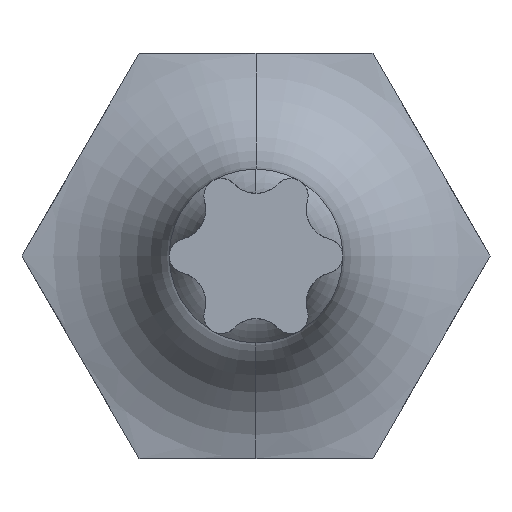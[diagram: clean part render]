
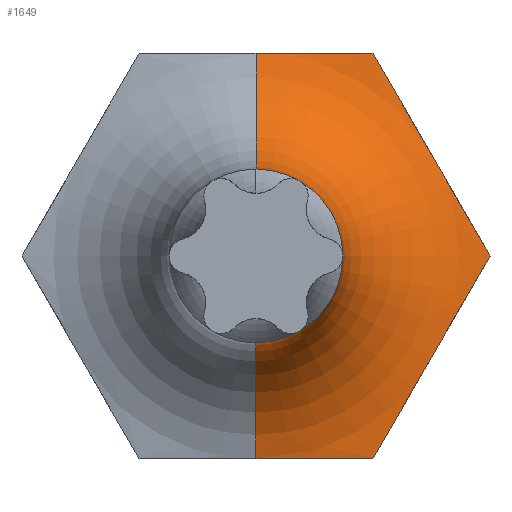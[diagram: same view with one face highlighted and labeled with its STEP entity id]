
A CAD part, left-side view. The second image highlights one B-rep face of the part: STEP entity #1649.
In plain terms, the highlighted toroidal (fillet/blend) face has major radius 3.666 mm and minor radius 2.306 mm.
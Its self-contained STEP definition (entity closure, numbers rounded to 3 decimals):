
#10 = CARTESIAN_POINT ( 'NONE',  ( -14.042, -3.055, 1.058 ) ) ;
#18 = EDGE_CURVE ( 'NONE', #796, #667, #852, .T. ) ;
#27 = B_SPLINE_CURVE_WITH_KNOTS ( 'NONE', 3,
 ( #1408, #1112, #579, #1518, #1691, #239 ),
 .UNSPECIFIED., .F., .F.,
 ( 4, 2, 4 ),
 ( 0., 0.001, 0.002 ),
 .UNSPECIFIED. ) ;
#61 = TOROIDAL_SURFACE ( 'NONE', #1473, 3.666, 2.306 ) ;
#98 = ORIENTED_EDGE ( 'NONE', *, *, #18, .T. ) ;
#102 = CARTESIAN_POINT ( 'NONE',  ( -14.042, -2.444, -2.117 ) ) ;
#109 = CARTESIAN_POINT ( 'NONE',  ( -14.048, -0.382, -3.175 ) ) ;
#110 = B_SPLINE_CURVE_WITH_KNOTS ( 'NONE', 3,
 ( #1740, #1556, #1031, #1393, #451, #109, #1366, #373, #1370, #1063 ),
 .UNSPECIFIED., .F., .F.,
 ( 4, 2, 2, 2, 4 ),
 ( 0.023, 0.024, 0.024, 0.024, 0.025 ),
 .UNSPECIFIED. ) ;
#189 = DIRECTION ( 'NONE',  ( 0., -1., 0. ) ) ;
#195 = CARTESIAN_POINT ( 'NONE',  ( -14., -1.833, 3.175 ) ) ;
#218 = CARTESIAN_POINT ( 'NONE',  ( -14., -3.666, 0. ) ) ;
#239 = CARTESIAN_POINT ( 'NONE',  ( -14., -1.833, 3.175 ) ) ;
#240 = CARTESIAN_POINT ( 'NONE',  ( -14.053, -2.903, -1.323 ) ) ;
#262 = CARTESIAN_POINT ( 'NONE',  ( -14.053, -2.597, 1.852 ) ) ;
#276 = CARTESIAN_POINT ( 'NONE',  ( -14., -3.666, 0. ) ) ;
#280 = VERTEX_POINT ( 'NONE', #218 ) ;
#342 = EDGE_CURVE ( 'NONE', #580, #667, #110, .T. ) ;
#373 = CARTESIAN_POINT ( 'NONE',  ( -14.052, -0.153, -3.175 ) ) ;
#385 = ORIENTED_EDGE ( 'NONE', *, *, #1007, .F. ) ;
#390 = VERTEX_POINT ( 'NONE', #195 ) ;
#407 = EDGE_CURVE ( 'NONE', #390, #280, #1724, .T. ) ;
#414 = EDGE_CURVE ( 'NONE', #495, #1244, #1574, .T. ) ;
#451 = CARTESIAN_POINT ( 'NONE',  ( -14.042, -0.611, -3.175 ) ) ;
#455 = CIRCLE ( 'NONE', #1648, 1.36 ) ;
#457 = CARTESIAN_POINT ( 'NONE',  ( -14.053, -2.903, 1.323 ) ) ;
#467 = CARTESIAN_POINT ( 'NONE',  ( -16.306, 0., 1.36 ) ) ;
#485 = FACE_OUTER_BOUND ( 'NONE', #654, .T. ) ;
#495 = VERTEX_POINT ( 'NONE', #467 ) ;
#521 = CARTESIAN_POINT ( 'NONE',  ( -14.015, -3.361, -0.529 ) ) ;
#545 = CARTESIAN_POINT ( 'NONE',  ( -14., -3.513, 0.265 ) ) ;
#579 = CARTESIAN_POINT ( 'NONE',  ( -14.042, -0.611, 3.175 ) ) ;
#580 = VERTEX_POINT ( 'NONE', #1276 ) ;
#643 = ORIENTED_EDGE ( 'NONE', *, *, #984, .F. ) ;
#654 = EDGE_LOOP ( 'NONE', ( #385, #98, #1382, #1209, #1080, #643, #1499 ) ) ;
#667 = VERTEX_POINT ( 'NONE', #1673 ) ;
#687 = CARTESIAN_POINT ( 'NONE',  ( -14., -1.833, 3.175 ) ) ;
#796 = VERTEX_POINT ( 'NONE', #1081 ) ;
#849 = AXIS2_PLACEMENT_3D ( 'NONE', #1002, #1471, #1040 ) ;
#852 = CIRCLE ( 'NONE', #849, 2.306 ) ;
#914 = CARTESIAN_POINT ( 'NONE',  ( -14.015, -3.361, 0.529 ) ) ;
#938 = CARTESIAN_POINT ( 'NONE',  ( -16.306, 0., 3.666 ) ) ;
#949 = CARTESIAN_POINT ( 'NONE',  ( -14., -1.833, -3.175 ) ) ;
#956 = CARTESIAN_POINT ( 'NONE',  ( -14., -3.513, -0.265 ) ) ;
#984 = EDGE_CURVE ( 'NONE', #1244, #390, #27, .T. ) ;
#1002 = CARTESIAN_POINT ( 'NONE',  ( -16.306, 0., -3.666 ) ) ;
#1007 = EDGE_CURVE ( 'NONE', #796, #495, #455, .T. ) ;
#1031 = CARTESIAN_POINT ( 'NONE',  ( -14.015, -1.222, -3.175 ) ) ;
#1040 = DIRECTION ( 'NONE',  ( 0., 0., 1. ) ) ;
#1063 = CARTESIAN_POINT ( 'NONE',  ( -14.053, 0., -3.175 ) ) ;
#1080 = ORIENTED_EDGE ( 'NONE', *, *, #407, .F. ) ;
#1081 = CARTESIAN_POINT ( 'NONE',  ( -16.306, 0., -1.36 ) ) ;
#1089 = CARTESIAN_POINT ( 'NONE',  ( -14.015, -2.139, -2.646 ) ) ;
#1112 = CARTESIAN_POINT ( 'NONE',  ( -14.053, -0.305, 3.175 ) ) ;
#1209 = ORIENTED_EDGE ( 'NONE', *, *, #1713, .F. ) ;
#1224 = CARTESIAN_POINT ( 'NONE',  ( -14.053, -2.597, -1.852 ) ) ;
#1236 = AXIS2_PLACEMENT_3D ( 'NONE', #938, #189, #1637 ) ;
#1244 = VERTEX_POINT ( 'NONE', #1674 ) ;
#1276 = CARTESIAN_POINT ( 'NONE',  ( -14., -1.833, -3.175 ) ) ;
#1291 = B_SPLINE_CURVE_WITH_KNOTS ( 'NONE', 3,
 ( #1669, #956, #521, #1519, #240, #1224, #102, #1089, #1794, #949 ),
 .UNSPECIFIED., .F., .F.,
 ( 4, 2, 2, 2, 4 ),
 ( 0., 0.001, 0.002, 0.003, 0.004 ),
 .UNSPECIFIED. ) ;
#1361 = DIRECTION ( 'NONE',  ( 0., 0., 1. ) ) ;
#1366 = CARTESIAN_POINT ( 'NONE',  ( -14.05, -0.306, -3.175 ) ) ;
#1370 = CARTESIAN_POINT ( 'NONE',  ( -14.053, -0.075, -3.175 ) ) ;
#1382 = ORIENTED_EDGE ( 'NONE', *, *, #342, .F. ) ;
#1393 = CARTESIAN_POINT ( 'NONE',  ( -14.035, -0.764, -3.175 ) ) ;
#1408 = CARTESIAN_POINT ( 'NONE',  ( -14.053, 0., 3.175 ) ) ;
#1429 = CARTESIAN_POINT ( 'NONE',  ( -16.306, 0., 0. ) ) ;
#1446 = DIRECTION ( 'NONE',  ( -1., 0., 0. ) ) ;
#1469 = CARTESIAN_POINT ( 'NONE',  ( -14.042, -2.444, 2.117 ) ) ;
#1471 = DIRECTION ( 'NONE',  ( 0., 1., 0. ) ) ;
#1473 = AXIS2_PLACEMENT_3D ( 'NONE', #1695, #1446, #1730 ) ;
#1499 = ORIENTED_EDGE ( 'NONE', *, *, #414, .F. ) ;
#1518 = CARTESIAN_POINT ( 'NONE',  ( -14.015, -1.222, 3.175 ) ) ;
#1519 = CARTESIAN_POINT ( 'NONE',  ( -14.042, -3.055, -1.058 ) ) ;
#1532 = DIRECTION ( 'NONE',  ( -1., 0., 0. ) ) ;
#1556 = CARTESIAN_POINT ( 'NONE',  ( -14., -1.527, -3.175 ) ) ;
#1574 = CIRCLE ( 'NONE', #1236, 2.306 ) ;
#1637 = DIRECTION ( 'NONE',  ( 0., 0., -1. ) ) ;
#1648 = AXIS2_PLACEMENT_3D ( 'NONE', #1429, #1532, #1361 ) ;
#1649 = ADVANCED_FACE ( 'NONE', ( #485 ), #61, .F. ) ;
#1669 = CARTESIAN_POINT ( 'NONE',  ( -14., -3.666, 0. ) ) ;
#1673 = CARTESIAN_POINT ( 'NONE',  ( -14.053, 0., -3.175 ) ) ;
#1674 = CARTESIAN_POINT ( 'NONE',  ( -14.053, 0., 3.175 ) ) ;
#1680 = CARTESIAN_POINT ( 'NONE',  ( -14., -1.986, 2.91 ) ) ;
#1691 = CARTESIAN_POINT ( 'NONE',  ( -14., -1.528, 3.175 ) ) ;
#1695 = CARTESIAN_POINT ( 'NONE',  ( -16.306, 0., 0. ) ) ;
#1713 = EDGE_CURVE ( 'NONE', #280, #580, #1291, .T. ) ;
#1724 = B_SPLINE_CURVE_WITH_KNOTS ( 'NONE', 3,
 ( #687, #1680, #1803, #1469, #262, #457, #10, #914, #545, #276 ),
 .UNSPECIFIED., .F., .F.,
 ( 4, 2, 2, 2, 4 ),
 ( 0., 0.001, 0.002, 0.003, 0.004 ),
 .UNSPECIFIED. ) ;
#1730 = DIRECTION ( 'NONE',  ( 0., 0., 1. ) ) ;
#1740 = CARTESIAN_POINT ( 'NONE',  ( -14., -1.833, -3.175 ) ) ;
#1794 = CARTESIAN_POINT ( 'NONE',  ( -14., -1.986, -2.91 ) ) ;
#1803 = CARTESIAN_POINT ( 'NONE',  ( -14.015, -2.139, 2.646 ) ) ;
